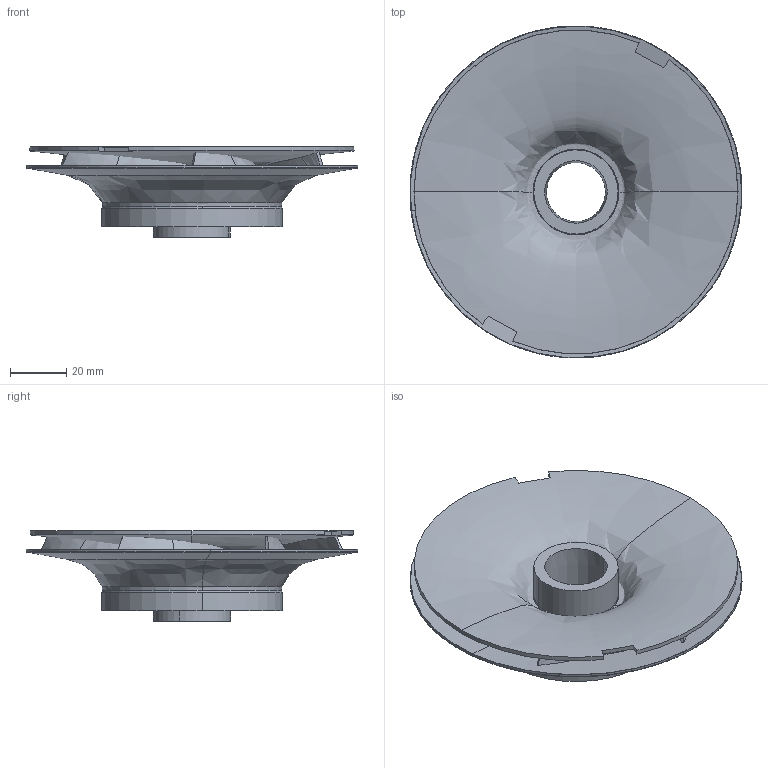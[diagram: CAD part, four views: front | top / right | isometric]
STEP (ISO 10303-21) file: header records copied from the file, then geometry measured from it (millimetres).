
FILE_DESCRIPTION (( 'STEP AP203' ), '1' );
FILE_NAME ('StansAssem.STEP', '2019-04-08T18:46:22', ( '' ), ( '' ), 'SwSTEP 2.0', 'SolidWorks 2017', '' );
FILE_SCHEMA (( 'CONFIG_CONTROL_DESIGN' ));
Length unit declared in the file: metre
Products named in the file (5): Front_Shroud_new; Central_Hub_Stan; RearNewStan; Vane_backup3; StansAssem
Assembly tree (9 placements, depth 2):
  StansAssem
    RearNewStan
    Central_Hub_Stan
    Front_Shroud_new
    Vane_backup3  x6
Bounding box: 118.18 x 118.18 x 32.2 mm (x, y, z)
Volume: 39091.5 mm3; surface area: 54552.3 mm2
Topology: 9 solids, 9 shells, 119 faces, 255 edges, 154 vertices
Faces by surface type: bspline 76, cone 17, cylinder 14, plane 12
Entity records: 4617 total; most frequent: CARTESIAN_POINT 2489, DIRECTION 312, ORIENTED_EDGE 310, EDGE_CURVE 155, AXIS2_PLACEMENT_3D 137, VERTEX_POINT 94, CIRCLE 82, EDGE_LOOP 75
